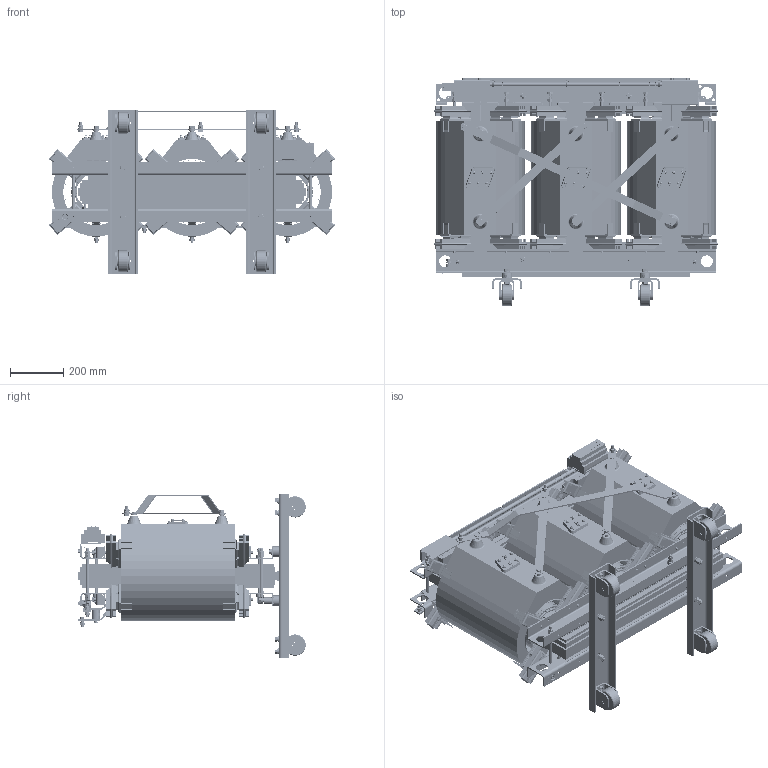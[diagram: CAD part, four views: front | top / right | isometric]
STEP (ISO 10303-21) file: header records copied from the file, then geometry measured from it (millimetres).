
FILE_DESCRIPTION (( 'STEP AP214' ), '1' );
FILE_NAME ('ÒËÑ-100 Ä.Y Uê=6%.STEP', '2023-02-22T09:31:09', ( '' ), ( '' ), 'SwSTEP 2.0', 'SolidWorks 2010', '' );
FILE_SCHEMA (( 'AUTOMOTIVE_DESIGN' ));
Length unit declared in the file: millimetre
Products named in the file (1): ÒËÑ-100 Ä.Y Uê=6%
Bounding box: 1077.37 x 856.46 x 620 mm (x, y, z)
Surface area: 14742732.2 mm2 (no closed solid volume)
Topology: 0 solids, 1006 shells, 6132 faces, 48866 edges, 42749 vertices
Faces by surface type: plane 3839, cylinder 1778, cone 367, torus 80, sphere 41, bspline 27
Entity records: 527750 total; most frequent: CARTESIAN_POINT 116970, DIRECTION 64840, ORIENTED_EDGE 58367, EDGE_CURVE 48860, VERTEX_POINT 42749, VECTOR 40846, LINE 40846, AXIS2_PLACEMENT_3D 11997
